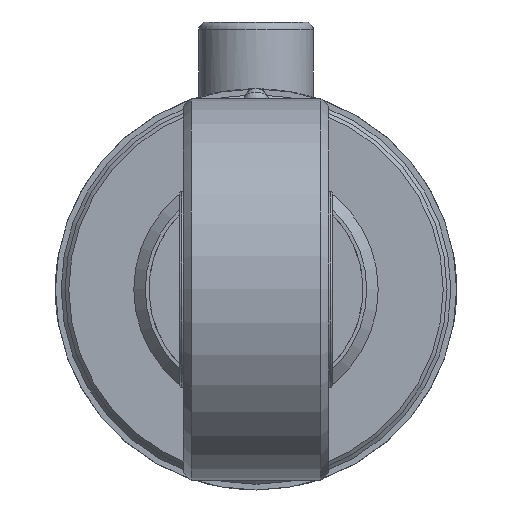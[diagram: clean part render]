
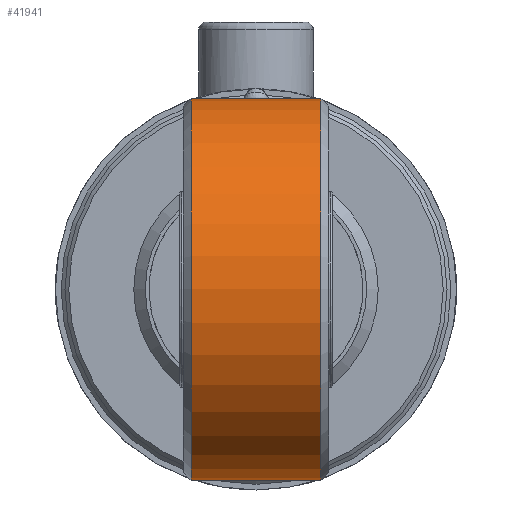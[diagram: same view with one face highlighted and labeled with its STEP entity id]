
A CAD part, front view. The second image highlights one B-rep face of the part: STEP entity #41941.
In plain terms, the highlighted cylindrical face has radius 50 mm (diameter 100 mm), a partial arc.
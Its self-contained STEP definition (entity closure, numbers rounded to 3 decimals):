
#39189=CARTESIAN_POINT('',(2279.176,43.959,-3.81));
#39190=VERTEX_POINT('',#39189);
#39191=CARTESIAN_POINT('',(2281.337,45.063,-0.976));
#39192=VERTEX_POINT('',#39191);
#39193=CARTESIAN_POINT('',(2303.,0.,-5.386));
#39194=DIRECTION('',(0.658,0.38,-0.65));
#39195=DIRECTION('',(0.563,0.325,0.76));
#39196=AXIS2_PLACEMENT_3D('',#39193,#39194,#39195);
#39197=ELLIPSE('',#39196,76.941,50.);
#39198=EDGE_CURVE('',#39190,#39192,#39197,.T.);
#39267=CARTESIAN_POINT('',(2275.788,41.946,-3.078));
#39268=VERTEX_POINT('',#39267);
#39269=CARTESIAN_POINT('',(2303.,0.,-3.56));
#39270=DIRECTION('',(-0.158,-0.091,-0.983));
#39271=DIRECTION('',(0.851,0.492,-0.183));
#39272=AXIS2_PLACEMENT_3D('',#39269,#39270,#39271);
#39273=ELLIPSE('',#39272,50.856,50.);
#39274=EDGE_CURVE('',#39268,#39190,#39273,.T.);
#39336=CARTESIAN_POINT('',(2275.748,41.921,-3.032));
#39337=VERTEX_POINT('',#39336);
#39338=CARTESIAN_POINT('',(2275.748,41.921,-3.032));
#39339=CARTESIAN_POINT('',(2275.761,41.929,-3.048));
#39340=CARTESIAN_POINT('',(2275.774,41.938,-3.063));
#39341=CARTESIAN_POINT('',(2275.788,41.946,-3.078));
#39342=B_SPLINE_CURVE_WITH_KNOTS('',3,(#39338,#39339,#39340,#39341),.UNSPECIFIED.,.F.,.U.,(4,4),(0.322,0.329),.UNSPECIFIED.);
#39343=EDGE_CURVE('',#39337,#39268,#39342,.T.);
#39367=CARTESIAN_POINT('',(2274.731,41.242,0.419));
#39368=VERTEX_POINT('',#39367);
#39369=CARTESIAN_POINT('',(2303.,0.,-10.501));
#39370=DIRECTION('',(-0.817,-0.471,-0.333));
#39371=DIRECTION('',(0.289,0.167,-0.943));
#39372=AXIS2_PLACEMENT_3D('',#39369,#39370,#39371);
#39373=ELLIPSE('',#39372,150.01,50.);
#39374=EDGE_CURVE('',#39368,#39337,#39373,.T.);
#39437=CARTESIAN_POINT('',(2274.806,41.293,0.976));
#39438=VERTEX_POINT('',#39437);
#39439=CARTESIAN_POINT('',(2274.806,41.293,0.976));
#39440=CARTESIAN_POINT('',(2274.771,41.269,0.79));
#39441=CARTESIAN_POINT('',(2274.746,41.252,0.603));
#39442=CARTESIAN_POINT('',(2274.731,41.242,0.419));
#39443=B_SPLINE_CURVE_WITH_KNOTS('',3,(#39439,#39440,#39441,#39442),.UNSPECIFIED.,.F.,.U.,(4,4),(-0.095,-0.041),.UNSPECIFIED.);
#39444=EDGE_CURVE('',#39438,#39368,#39443,.T.);
#39516=CARTESIAN_POINT('',(2281.418,45.102,-0.419));
#39517=VERTEX_POINT('',#39516);
#39518=CARTESIAN_POINT('',(2281.337,45.063,-0.976));
#39519=CARTESIAN_POINT('',(2281.375,45.082,-0.79));
#39520=CARTESIAN_POINT('',(2281.402,45.095,-0.604));
#39521=CARTESIAN_POINT('',(2281.418,45.102,-0.419));
#39522=B_SPLINE_CURVE_WITH_KNOTS('',3,(#39518,#39519,#39520,#39521),.UNSPECIFIED.,.F.,.U.,(4,4),(1.114,1.168),.UNSPECIFIED.);
#39523=EDGE_CURVE('',#39192,#39517,#39522,.T.);
#39547=CARTESIAN_POINT('',(2280.321,44.561,3.032));
#39548=VERTEX_POINT('',#39547);
#39549=CARTESIAN_POINT('',(2280.28,44.54,3.078));
#39550=VERTEX_POINT('',#39549);
#39551=CARTESIAN_POINT('',(2280.321,44.561,3.032));
#39552=CARTESIAN_POINT('',(2280.308,44.554,3.048));
#39553=CARTESIAN_POINT('',(2280.294,44.547,3.063));
#39554=CARTESIAN_POINT('',(2280.28,44.54,3.078));
#39555=B_SPLINE_CURVE_WITH_KNOTS('',3,(#39551,#39552,#39553,#39554),.UNSPECIFIED.,.F.,.U.,(4,4),(1.532,1.538),.UNSPECIFIED.);
#39556=EDGE_CURVE('',#39548,#39550,#39555,.T.);
#39778=CARTESIAN_POINT('',(2303.,0.,10.501));
#39779=DIRECTION('',(0.817,0.471,0.333));
#39780=DIRECTION('',(0.289,0.167,-0.943));
#39781=AXIS2_PLACEMENT_3D('',#39778,#39779,#39780);
#39782=ELLIPSE('',#39781,150.01,50.);
#39783=EDGE_CURVE('',#39517,#39548,#39782,.T.);
#39804=CARTESIAN_POINT('',(2276.842,42.612,3.81));
#39805=VERTEX_POINT('',#39804);
#39806=CARTESIAN_POINT('',(2303.,0.,5.386));
#39807=DIRECTION('',(-0.658,-0.38,0.65));
#39808=DIRECTION('',(0.563,0.325,0.76));
#39809=AXIS2_PLACEMENT_3D('',#39806,#39807,#39808);
#39810=ELLIPSE('',#39809,76.941,50.);
#39811=EDGE_CURVE('',#39805,#39438,#39810,.T.);
#39831=CARTESIAN_POINT('',(2303.,0.,3.56));
#39832=DIRECTION('',(0.158,0.091,0.983));
#39833=DIRECTION('',(0.851,0.492,-0.183));
#39834=AXIS2_PLACEMENT_3D('',#39831,#39832,#39833);
#39835=ELLIPSE('',#39834,50.856,50.);
#39836=EDGE_CURVE('',#39550,#39805,#39835,.T.);
#41758=CARTESIAN_POINT('',(2256.,17.059,17.0));
#41759=VERTEX_POINT('',#41758);
#41775=CARTESIAN_POINT('',(2256.,17.059,-17.));
#41776=VERTEX_POINT('',#41775);
#41777=CARTESIAN_POINT('',(2256.,17.059,-17.));
#41778=DIRECTION('',(0.0,0.0,1.0));
#41779=VECTOR('',#41778,34.);
#41780=LINE('',#41777,#41779);
#41781=EDGE_CURVE('',#41776,#41759,#41780,.T.);
#41806=CARTESIAN_POINT('',(2256.,-17.059,-17.));
#41807=VERTEX_POINT('',#41806);
#41821=CARTESIAN_POINT('',(2256.,-17.059,17.));
#41822=VERTEX_POINT('',#41821);
#41823=CARTESIAN_POINT('',(2256.,-17.059,17.));
#41824=DIRECTION('',(0.0,0.0,-1.0));
#41825=VECTOR('',#41824,34.);
#41826=LINE('',#41823,#41825);
#41827=EDGE_CURVE('',#41822,#41807,#41826,.T.);
#41900=CARTESIAN_POINT('',(2303.,0.,-17.));
#41901=DIRECTION('',(0.0,0.0,1.0));
#41902=DIRECTION('',(0.0,1.0,0.0));
#41903=AXIS2_PLACEMENT_3D('',#41900,#41901,#41902);
#41904=CIRCLE('',#41903,50.);
#41905=EDGE_CURVE('',#41807,#41776,#41904,.T.);
#41912=CARTESIAN_POINT('',(2303.,0.,0.));
#41913=DIRECTION('',(0.,0.,1.0));
#41914=DIRECTION('',(0.0,1.0,0.0));
#41915=AXIS2_PLACEMENT_3D('',#41912,#41913,#41914);
#41916=CYLINDRICAL_SURFACE('',#41915,50.);
#41917=ORIENTED_EDGE('',*,*,#41781,.T.);
#41918=CARTESIAN_POINT('',(2303.,0.,17.0));
#41919=DIRECTION('',(0.0,0.0,1.0));
#41920=DIRECTION('',(0.0,1.0,0.0));
#41921=AXIS2_PLACEMENT_3D('',#41918,#41919,#41920);
#41922=CIRCLE('',#41921,50.);
#41923=EDGE_CURVE('',#41822,#41759,#41922,.T.);
#41924=ORIENTED_EDGE('',*,*,#41923,.F.);
#41925=ORIENTED_EDGE('',*,*,#41827,.T.);
#41926=ORIENTED_EDGE('',*,*,#41905,.T.);
#41927=EDGE_LOOP('',(#41917,#41924,#41925,#41926));
#41928=FACE_OUTER_BOUND('',#41927,.T.);
#41929=ORIENTED_EDGE('',*,*,#39444,.T.);
#41930=ORIENTED_EDGE('',*,*,#39374,.T.);
#41931=ORIENTED_EDGE('',*,*,#39343,.T.);
#41932=ORIENTED_EDGE('',*,*,#39274,.T.);
#41933=ORIENTED_EDGE('',*,*,#39198,.T.);
#41934=ORIENTED_EDGE('',*,*,#39523,.T.);
#41935=ORIENTED_EDGE('',*,*,#39783,.T.);
#41936=ORIENTED_EDGE('',*,*,#39556,.T.);
#41937=ORIENTED_EDGE('',*,*,#39836,.T.);
#41938=ORIENTED_EDGE('',*,*,#39811,.T.);
#41939=EDGE_LOOP('',(#41929,#41930,#41931,#41932,#41933,#41934,#41935,#41936,#41937,#41938));
#41940=FACE_BOUND('',#41939,.T.);
#41941=ADVANCED_FACE('',(#41928,#41940),#41916,.T.);
